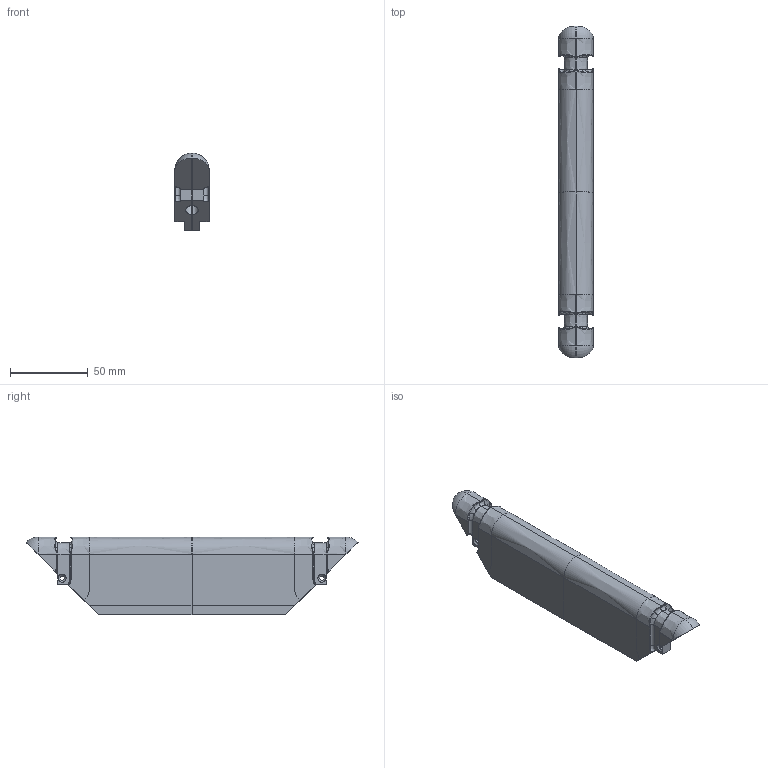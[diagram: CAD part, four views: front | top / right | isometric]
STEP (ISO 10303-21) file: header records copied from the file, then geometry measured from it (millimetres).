
FILE_DESCRIPTION(/* description */ (''),/* implementation_level */ '2;1');
FILE_NAME(/* name */ 'Bamboo Modulo Board - 22x50x220',/* time_stamp */ '2023-11-01T05:17:07+01:00',/* author */ (''),/* organization */ (''),/* preprocessor_version */ 'ST-DEVELOPER v18.1',/* originating_system */ '',/* authorisation */ '');
FILE_SCHEMA (('AUTOMOTIVE_DESIGN { 1 0 10303 214 3 1 1 }'));
Length unit declared in the file: millimetre
Bounding box: 22 x 213.56 x 50 mm (x, y, z)
Surface area: 26562.1 mm2 (no closed solid volume)
Topology: 0 solids, 186 shells, 186 faces, 852 edges, 840 vertices
Faces by surface type: bspline 162, cylinder 24
Entity records: 20050 total; most frequent: CARTESIAN_POINT 15307, ORIENTED_EDGE 848, EDGE_CURVE 844, VERTEX_POINT 840, B_SPLINE_CURVE_WITH_KNOTS 752, EDGE_LOOP 190, STYLED_ITEM 186, FACE_OUTER_BOUND 186
